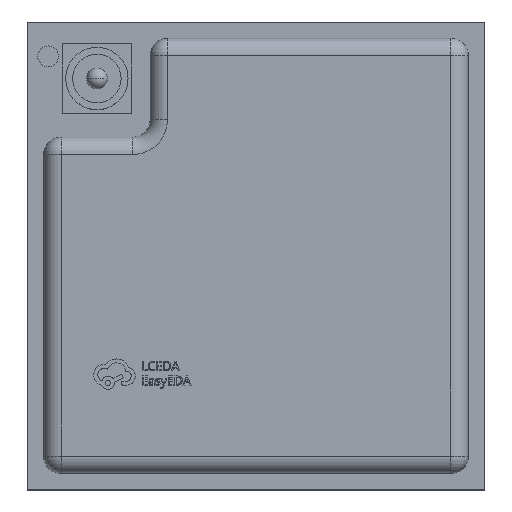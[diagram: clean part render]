
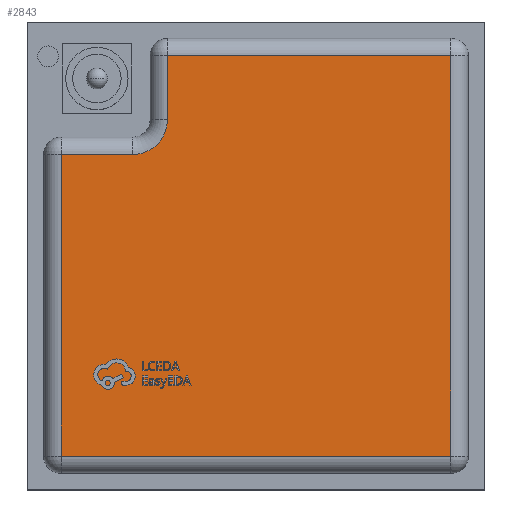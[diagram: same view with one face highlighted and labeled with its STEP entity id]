
A CAD part, top view. The second image highlights one B-rep face of the part: STEP entity #2843.
In plain terms, the highlighted planar face has unit normal (0, 0, 1).
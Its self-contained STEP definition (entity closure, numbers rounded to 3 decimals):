
#11 = EDGE_LOOP ( 'NONE', ( #7295, #11304, #5322, #28991, #7821, #10114, #3717 ) ) ;
#452 = AXIS2_PLACEMENT_3D ( 'NONE', #11392, #27377, #20782 ) ;
#485 = VERTEX_POINT ( 'NONE', #12576 ) ;
#558 = VECTOR ( 'NONE', #24071, 1000. ) ;
#1590 = DIRECTION ( 'NONE',  ( 1., 0., 0. ) ) ;
#2117 = EDGE_CURVE ( 'NONE', #15216, #14903, #21971, .T. ) ;
#2843 = ADVANCED_FACE ( 'NONE', ( #13107 ), #5935, .T. ) ;
#2872 = CARTESIAN_POINT ( 'NONE',  ( -3.055, 5.775, 2.4 ) ) ;
#3472 = VERTEX_POINT ( 'NONE', #17890 ) ;
#3717 = ORIENTED_EDGE ( 'NONE', *, *, #5654, .T. ) ;
#4523 = VECTOR ( 'NONE', #8297, 1000. ) ;
#5318 = DIRECTION ( 'NONE',  ( 0., -1., 0. ) ) ;
#5322 = ORIENTED_EDGE ( 'NONE', *, *, #12467, .T. ) ;
#5654 = EDGE_CURVE ( 'NONE', #25699, #3472, #24845, .T. ) ;
#5935 = PLANE ( 'NONE',  #17050 ) ;
#6388 = VECTOR ( 'NONE', #26450, 1000. ) ;
#6402 = CARTESIAN_POINT ( 'NONE',  ( 0., 0., 2.4 ) ) ;
#6758 = CARTESIAN_POINT ( 'NONE',  ( 5.625, 5.775, 2.4 ) ) ;
#7149 = CARTESIAN_POINT ( 'NONE',  ( -5.625, 2.925, 2.4 ) ) ;
#7290 = VECTOR ( 'NONE', #1590, 1000. ) ;
#7295 = ORIENTED_EDGE ( 'NONE', *, *, #9509, .T. ) ;
#7479 = CARTESIAN_POINT ( 'NONE',  ( -2.555, 3.925, 2.4 ) ) ;
#7544 = DIRECTION ( 'NONE',  ( 0., 1., 0. ) ) ;
#7777 = VERTEX_POINT ( 'NONE', #7149 ) ;
#7821 = ORIENTED_EDGE ( 'NONE', *, *, #8214, .T. ) ;
#8194 = VECTOR ( 'NONE', #7544, 1000. ) ;
#8214 = EDGE_CURVE ( 'NONE', #15216, #7777, #24209, .T. ) ;
#8297 = DIRECTION ( 'NONE',  ( 0., -1., 0. ) ) ;
#8379 = DIRECTION ( 'NONE',  ( 1., 0., 0. ) ) ;
#9509 = EDGE_CURVE ( 'NONE', #3472, #12673, #13970, .T. ) ;
#9586 = CARTESIAN_POINT ( 'NONE',  ( -5.625, -6.275, 2.4 ) ) ;
#10019 = LINE ( 'NONE', #9586, #21056 ) ;
#10114 = ORIENTED_EDGE ( 'NONE', *, *, #10667, .T. ) ;
#10667 = EDGE_CURVE ( 'NONE', #7777, #25699, #10019, .T. ) ;
#11304 = ORIENTED_EDGE ( 'NONE', *, *, #27860, .T. ) ;
#11392 = CARTESIAN_POINT ( 'NONE',  ( -3.555, 3.925, 2.4 ) ) ;
#11638 = CARTESIAN_POINT ( 'NONE',  ( 5.625, 6.275, 2.4 ) ) ;
#12467 = EDGE_CURVE ( 'NONE', #485, #14903, #13326, .T. ) ;
#12527 = CARTESIAN_POINT ( 'NONE',  ( -6.125, 2.925, 2.4 ) ) ;
#12576 = CARTESIAN_POINT ( 'NONE',  ( -2.555, 5.775, 2.4 ) ) ;
#12673 = VERTEX_POINT ( 'NONE', #6758 ) ;
#12951 = DIRECTION ( 'NONE',  ( 0., 0., 1. ) ) ;
#13107 = FACE_OUTER_BOUND ( 'NONE', #11, .T. ) ;
#13200 = CARTESIAN_POINT ( 'NONE',  ( 6.125, -5.775, 2.4 ) ) ;
#13326 = LINE ( 'NONE', #24377, #4523 ) ;
#13970 = LINE ( 'NONE', #11638, #8194 ) ;
#14642 = CARTESIAN_POINT ( 'NONE',  ( -3.555, 2.925, 2.4 ) ) ;
#14903 = VERTEX_POINT ( 'NONE', #7479 ) ;
#15216 = VERTEX_POINT ( 'NONE', #14642 ) ;
#17050 = AXIS2_PLACEMENT_3D ( 'NONE', #6402, #12951, #8379 ) ;
#17890 = CARTESIAN_POINT ( 'NONE',  ( 5.625, -5.775, 2.4 ) ) ;
#20782 = DIRECTION ( 'NONE',  ( 1., 0., 0. ) ) ;
#21056 = VECTOR ( 'NONE', #5318, 1000. ) ;
#21971 = CIRCLE ( 'NONE', #452, 1. ) ;
#24071 = DIRECTION ( 'NONE',  ( -1., 0., 0. ) ) ;
#24097 = CARTESIAN_POINT ( 'NONE',  ( -5.625, -5.775, 2.4 ) ) ;
#24209 = LINE ( 'NONE', #12527, #558 ) ;
#24377 = CARTESIAN_POINT ( 'NONE',  ( -2.555, 3.425, 2.4 ) ) ;
#24845 = LINE ( 'NONE', #13200, #7290 ) ;
#25699 = VERTEX_POINT ( 'NONE', #24097 ) ;
#26450 = DIRECTION ( 'NONE',  ( -1., 0., 0. ) ) ;
#27377 = DIRECTION ( 'NONE',  ( 0., 0., 1. ) ) ;
#27860 = EDGE_CURVE ( 'NONE', #12673, #485, #28692, .T. ) ;
#28692 = LINE ( 'NONE', #2872, #6388 ) ;
#28991 = ORIENTED_EDGE ( 'NONE', *, *, #2117, .F. ) ;
